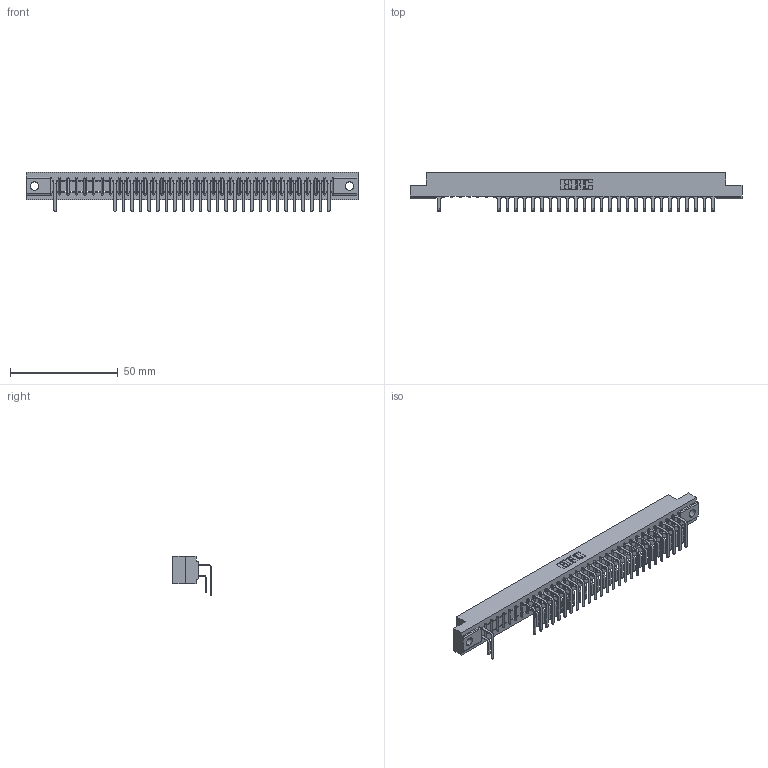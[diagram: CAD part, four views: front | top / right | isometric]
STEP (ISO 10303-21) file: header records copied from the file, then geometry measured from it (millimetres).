
FILE_DESCRIPTION (( 'STEP AP203' ), '1' );
FILE_NAME ('307-033-559-104.STEP', '2018-08-04T23:40:34', ( '' ), ( '' ), 'SwSTEP 2.0', 'SolidWorks 2016', '' );
FILE_SCHEMA (( 'CONFIG_CONTROL_DESIGN' ));
Length unit declared in the file: inch
Products named in the file (4): 307-290-001_559 - 2 (Single); 307-033-559-104; 307 Part_.156 Dia Mounting Holes; 307-290-001_558 559 - 1 (Single)
Assembly tree (54 placements, depth 2):
  307-033-559-104
    307 Part_.156 Dia Mounting Holes
    307-290-001_558 559 - 1 (Single)  x26
    307-290-001_559 - 2 (Single)  x27
Bounding box: 153.77 x 17.69 x 18.07 mm (x, y, z)
Volume: 16250.4 mm3; surface area: 19809.4 mm2
Topology: 54 solids, 54 shells, 2946 faces, 8301 edges, 5370 vertices
Faces by surface type: plane 1911, cylinder 967, sphere 68
Entity records: 31905 total; most frequent: CARTESIAN_POINT 5284, ORIENTED_EDGE 5246, DIRECTION 5157, EDGE_CURVE 2623, VECTOR 2015, LINE 2015, VERTEX_POINT 1698, AXIS2_PLACEMENT_3D 1571
